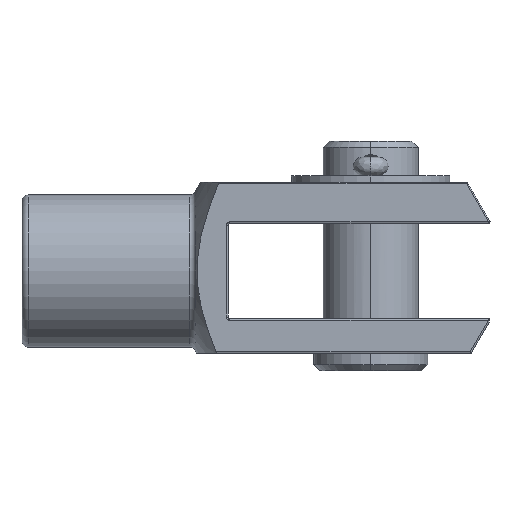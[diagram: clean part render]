
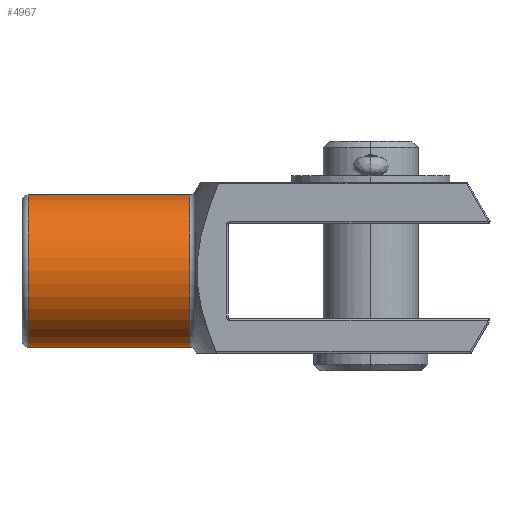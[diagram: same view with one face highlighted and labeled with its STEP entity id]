
A CAD part, left-side view. The second image highlights one B-rep face of the part: STEP entity #4967.
In plain terms, the highlighted cylindrical face has radius 24 mm (diameter 48 mm), a partial arc.
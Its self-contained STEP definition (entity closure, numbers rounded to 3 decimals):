
#73 = DIRECTION ( 'NONE',  ( 0., 0., 1. ) ) ;
#330 = CARTESIAN_POINT ( 'NONE',  ( 0., 146., -24. ) ) ;
#579 = VERTEX_POINT ( 'NONE', #6729 ) ;
#633 = VERTEX_POINT ( 'NONE', #6871 ) ;
#646 = EDGE_CURVE ( 'NONE', #579, #6983, #4181, .T. ) ;
#1057 = DIRECTION ( 'NONE',  ( 0., 1., 0. ) ) ;
#1316 = CARTESIAN_POINT ( 'NONE',  ( 0., 94., -24. ) ) ;
#1358 = VECTOR ( 'NONE', #1057, 1000. ) ;
#1437 = FACE_OUTER_BOUND ( 'NONE', #5082, .T. ) ;
#2189 = AXIS2_PLACEMENT_3D ( 'NONE', #4869, #2682, #4886 ) ;
#2451 = DIRECTION ( 'NONE',  ( 0., 0., 1. ) ) ;
#2495 = CARTESIAN_POINT ( 'NONE',  ( 0., 146., 0. ) ) ;
#2682 = DIRECTION ( 'NONE',  ( 0., 1., 0. ) ) ;
#3111 = ORIENTED_EDGE ( 'NONE', *, *, #4784, .T. ) ;
#3485 = CIRCLE ( 'NONE', #2189, 24. ) ;
#3534 = VERTEX_POINT ( 'NONE', #6563 ) ;
#4181 = CIRCLE ( 'NONE', #6837, 24. ) ;
#4272 = ORIENTED_EDGE ( 'NONE', *, *, #4777, .T. ) ;
#4352 = AXIS2_PLACEMENT_3D ( 'NONE', #6556, #4979, #73 ) ;
#4408 = ORIENTED_EDGE ( 'NONE', *, *, #646, .T. ) ;
#4777 = EDGE_CURVE ( 'NONE', #633, #579, #5882, .T. ) ;
#4784 = EDGE_CURVE ( 'NONE', #3534, #633, #3485, .T. ) ;
#4869 = CARTESIAN_POINT ( 'NONE',  ( 0., 95.155, 0. ) ) ;
#4886 = DIRECTION ( 'NONE',  ( 0., 0., 1. ) ) ;
#4967 = ADVANCED_FACE ( 'NONE', ( #1437 ), #6300, .T. ) ;
#4979 = DIRECTION ( 'NONE',  ( 0., 1., 0. ) ) ;
#5082 = EDGE_LOOP ( 'NONE', ( #6819, #3111, #4272, #4408 ) ) ;
#5141 = DIRECTION ( 'NONE',  ( 0., 1., 0. ) ) ;
#5388 = CARTESIAN_POINT ( 'NONE',  ( 0., 94., 24. ) ) ;
#5507 = LINE ( 'NONE', #1316, #6800 ) ;
#5882 = LINE ( 'NONE', #5388, #1358 ) ;
#6300 = CYLINDRICAL_SURFACE ( 'NONE', #4352, 24. ) ;
#6302 = DIRECTION ( 'NONE',  ( 0., -1., 0. ) ) ;
#6556 = CARTESIAN_POINT ( 'NONE',  ( 0., 94., 0. ) ) ;
#6563 = CARTESIAN_POINT ( 'NONE',  ( 0., 95.155, -24. ) ) ;
#6729 = CARTESIAN_POINT ( 'NONE',  ( 0., 146., 24. ) ) ;
#6736 = EDGE_CURVE ( 'NONE', #3534, #6983, #5507, .T. ) ;
#6800 = VECTOR ( 'NONE', #5141, 1000. ) ;
#6819 = ORIENTED_EDGE ( 'NONE', *, *, #6736, .F. ) ;
#6837 = AXIS2_PLACEMENT_3D ( 'NONE', #2495, #6302, #2451 ) ;
#6871 = CARTESIAN_POINT ( 'NONE',  ( 0., 95.155, 24. ) ) ;
#6983 = VERTEX_POINT ( 'NONE', #330 ) ;
